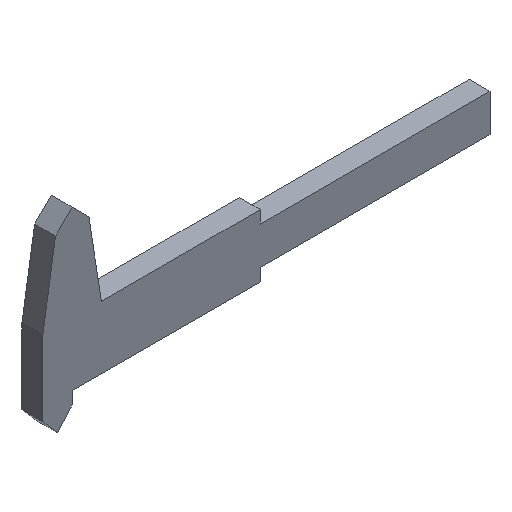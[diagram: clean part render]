
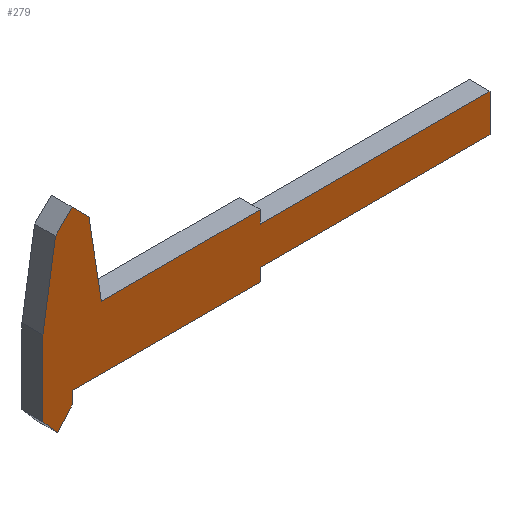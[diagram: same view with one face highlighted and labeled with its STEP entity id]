
A CAD part, isometric view. The second image highlights one B-rep face of the part: STEP entity #279.
In plain terms, the highlighted planar face has unit normal (0, -1, 0).
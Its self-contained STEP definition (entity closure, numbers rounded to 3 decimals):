
#2=DIRECTION('',(0.156,0.,0.988));
#3=VECTOR('',#2,19.235);
#4=CARTESIAN_POINT('',(0.,0.,0.));
#5=LINE('',#4,#3);
#6=DIRECTION('',(0.707,0.,0.707));
#7=VECTOR('',#6,5.657);
#8=CARTESIAN_POINT('',(3.,0.,19.));
#9=LINE('',#8,#7);
#10=DIRECTION('',(0.707,0.,-0.707));
#11=VECTOR('',#10,5.657);
#12=CARTESIAN_POINT('',(7.,0.,23.));
#13=LINE('',#12,#11);
#14=DIRECTION('',(0.156,0.,-0.988));
#15=VECTOR('',#14,19.235);
#16=CARTESIAN_POINT('',(11.,0.,19.));
#17=LINE('',#16,#15);
#18=DIRECTION('',(1.,0.,0.));
#19=VECTOR('',#18,38.);
#20=CARTESIAN_POINT('',(14.,0.,0.));
#21=LINE('',#20,#19);
#22=DIRECTION('',(0.,0.,-1.));
#23=VECTOR('',#22,3.);
#24=CARTESIAN_POINT('',(52.,0.,0.));
#25=LINE('',#24,#23);
#26=DIRECTION('',(1.,0.,0.));
#27=VECTOR('',#26,55.);
#28=CARTESIAN_POINT('',(52.,0.,-3.));
#29=LINE('',#28,#27);
#30=DIRECTION('',(0.,0.,-1.));
#31=VECTOR('',#30,9.);
#32=CARTESIAN_POINT('',(107.,0.,-3.));
#33=LINE('',#32,#31);
#34=DIRECTION('',(-1.,0.,0.));
#35=VECTOR('',#34,55.);
#36=CARTESIAN_POINT('',(107.,0.,-12.));
#37=LINE('',#36,#35);
#38=DIRECTION('',(0.,0.,-1.));
#39=VECTOR('',#38,3.);
#40=CARTESIAN_POINT('',(52.,0.,-12.));
#41=LINE('',#40,#39);
#42=DIRECTION('',(-1.,0.,0.));
#43=VECTOR('',#42,45.);
#44=CARTESIAN_POINT('',(52.,0.,-15.));
#45=LINE('',#44,#43);
#46=DIRECTION('',(0.,0.,-1.));
#47=VECTOR('',#46,3.);
#48=CARTESIAN_POINT('',(7.,0.,-15.));
#49=LINE('',#48,#47);
#50=DIRECTION('',(-0.659,0.,-0.753));
#51=VECTOR('',#50,5.315);
#52=CARTESIAN_POINT('',(7.,0.,-18.));
#53=LINE('',#52,#51);
#54=DIRECTION('',(-0.659,0.,0.753));
#55=VECTOR('',#54,5.315);
#56=CARTESIAN_POINT('',(3.5,0.,-22.));
#57=LINE('',#56,#55);
#58=DIRECTION('',(0.,0.,1.));
#59=VECTOR('',#58,18.);
#60=CARTESIAN_POINT('',(0.,0.,-18.));
#61=LINE('',#60,#59);
#182=CARTESIAN_POINT('',(0.,0.,0.));
#183=CARTESIAN_POINT('',(3.,0.,19.));
#184=VERTEX_POINT('',#182);
#185=VERTEX_POINT('',#183);
#186=CARTESIAN_POINT('',(7.,0.,23.));
#187=VERTEX_POINT('',#186);
#188=CARTESIAN_POINT('',(11.,0.,19.));
#189=VERTEX_POINT('',#188);
#190=CARTESIAN_POINT('',(14.,0.,0.));
#191=VERTEX_POINT('',#190);
#192=CARTESIAN_POINT('',(52.,0.,0.));
#193=VERTEX_POINT('',#192);
#194=CARTESIAN_POINT('',(52.,0.,-3.));
#195=VERTEX_POINT('',#194);
#196=CARTESIAN_POINT('',(107.,0.,-3.));
#197=VERTEX_POINT('',#196);
#198=CARTESIAN_POINT('',(107.,0.,-12.));
#199=VERTEX_POINT('',#198);
#200=CARTESIAN_POINT('',(52.,0.,-12.));
#201=VERTEX_POINT('',#200);
#202=CARTESIAN_POINT('',(52.,0.,-15.));
#203=VERTEX_POINT('',#202);
#204=CARTESIAN_POINT('',(7.,0.,-15.));
#205=VERTEX_POINT('',#204);
#206=CARTESIAN_POINT('',(7.,0.,-18.));
#207=VERTEX_POINT('',#206);
#208=CARTESIAN_POINT('',(3.5,0.,-22.));
#209=VERTEX_POINT('',#208);
#210=CARTESIAN_POINT('',(0.,0.,-18.));
#211=VERTEX_POINT('',#210);
#242=CARTESIAN_POINT('',(0.,0.,0.));
#243=DIRECTION('',(0.,1.,0.));
#244=DIRECTION('',(1.,0.,0.));
#245=AXIS2_PLACEMENT_3D('',#242,#243,#244);
#246=PLANE('',#245);
#248=ORIENTED_EDGE('',*,*,#247,.T.);
#250=ORIENTED_EDGE('',*,*,#249,.T.);
#252=ORIENTED_EDGE('',*,*,#251,.T.);
#254=ORIENTED_EDGE('',*,*,#253,.T.);
#256=ORIENTED_EDGE('',*,*,#255,.T.);
#258=ORIENTED_EDGE('',*,*,#257,.T.);
#260=ORIENTED_EDGE('',*,*,#259,.T.);
#262=ORIENTED_EDGE('',*,*,#261,.T.);
#264=ORIENTED_EDGE('',*,*,#263,.T.);
#266=ORIENTED_EDGE('',*,*,#265,.T.);
#268=ORIENTED_EDGE('',*,*,#267,.T.);
#270=ORIENTED_EDGE('',*,*,#269,.T.);
#272=ORIENTED_EDGE('',*,*,#271,.T.);
#274=ORIENTED_EDGE('',*,*,#273,.T.);
#276=ORIENTED_EDGE('',*,*,#275,.T.);
#277=EDGE_LOOP('',(#248,#250,#252,#254,#256,#258,#260,#262,#264,#266,#268,#270,
#272,#274,#276));
#278=FACE_OUTER_BOUND('',#277,.F.);
#279=ADVANCED_FACE('',(#278),#246,.F.);
#247=EDGE_CURVE('',#184,#185,#5,.T.);
#249=EDGE_CURVE('',#185,#187,#9,.T.);
#251=EDGE_CURVE('',#187,#189,#13,.T.);
#253=EDGE_CURVE('',#189,#191,#17,.T.);
#255=EDGE_CURVE('',#191,#193,#21,.T.);
#257=EDGE_CURVE('',#193,#195,#25,.T.);
#259=EDGE_CURVE('',#195,#197,#29,.T.);
#261=EDGE_CURVE('',#197,#199,#33,.T.);
#263=EDGE_CURVE('',#199,#201,#37,.T.);
#265=EDGE_CURVE('',#201,#203,#41,.T.);
#267=EDGE_CURVE('',#203,#205,#45,.T.);
#269=EDGE_CURVE('',#205,#207,#49,.T.);
#271=EDGE_CURVE('',#207,#209,#53,.T.);
#273=EDGE_CURVE('',#209,#211,#57,.T.);
#275=EDGE_CURVE('',#211,#184,#61,.T.);
